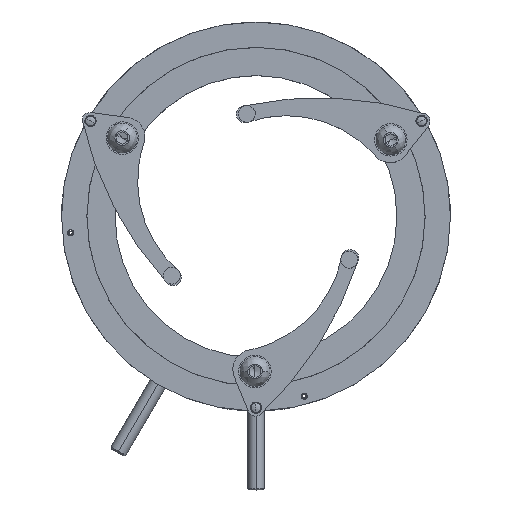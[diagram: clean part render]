
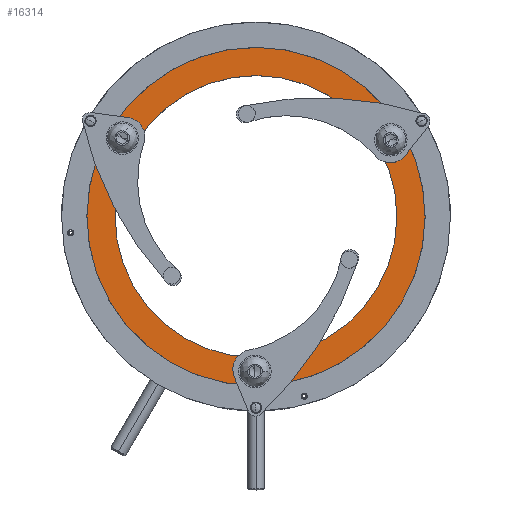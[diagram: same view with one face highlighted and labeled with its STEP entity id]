
A CAD part, top view. The second image highlights one B-rep face of the part: STEP entity #16314.
In plain terms, the highlighted planar face has unit normal (0, 0, 1).
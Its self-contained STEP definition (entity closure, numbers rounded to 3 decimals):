
#79 = ORIENTED_EDGE ( 'NONE', *, *, #18604, .T. ) ;
#92 = EDGE_CURVE ( 'NONE', #16838, #17649, #6678, .T. ) ;
#659 = FACE_BOUND ( 'NONE', #15464, .T. ) ;
#739 = DIRECTION ( 'NONE',  ( -1., 0.007, 0. ) ) ;
#746 = ORIENTED_EDGE ( 'NONE', *, *, #19927, .T. ) ;
#840 = DIRECTION ( 'NONE',  ( -1., 0.007, 0. ) ) ;
#1373 = AXIS2_PLACEMENT_3D ( 'NONE', #15079, #3332, #19708 ) ;
#1999 = DIRECTION ( 'NONE',  ( 0., 0., 1. ) ) ;
#2139 = PLANE ( 'NONE',  #30507 ) ;
#2525 = CARTESIAN_POINT ( 'NONE',  ( 0., 0., 7.5 ) ) ;
#2982 = CARTESIAN_POINT ( 'NONE',  ( 49.999, -0.342, 7.5 ) ) ;
#3018 = CARTESIAN_POINT ( 'NONE',  ( -0.377, -54.997, 7.5 ) ) ;
#3098 = DIRECTION ( 'NONE',  ( 0., 0., 1. ) ) ;
#3332 = DIRECTION ( 'NONE',  ( 0., 0., 1. ) ) ;
#3712 = ORIENTED_EDGE ( 'NONE', *, *, #19634, .F. ) ;
#3926 = ORIENTED_EDGE ( 'NONE', *, *, #17697, .F. ) ;
#4602 = CIRCLE ( 'NONE', #7925, 60. ) ;
#4700 = FACE_BOUND ( 'NONE', #20499, .T. ) ;
#5314 = CARTESIAN_POINT ( 'NONE',  ( 50.317, 27.155, 7.5 ) ) ;
#5352 = CIRCLE ( 'NONE', #27284, 2.5 ) ;
#6577 = VERTEX_POINT ( 'NONE', #15609 ) ;
#6678 = CIRCLE ( 'NONE', #11542, 2.5 ) ;
#6842 = DIRECTION ( 'NONE',  ( -1., 0.007, 0. ) ) ;
#7368 = EDGE_LOOP ( 'NONE', ( #24370, #10347 ) ) ;
#7400 = CARTESIAN_POINT ( 'NONE',  ( -59.999, 0.411, 7.5 ) ) ;
#7925 = AXIS2_PLACEMENT_3D ( 'NONE', #13948, #11589, #9119 ) ;
#8011 = FACE_BOUND ( 'NONE', #7368, .T. ) ;
#8022 = AXIS2_PLACEMENT_3D ( 'NONE', #10110, #3098, #739 ) ;
#8242 = EDGE_CURVE ( 'NONE', #17649, #16838, #15707, .T. ) ;
#8310 = CARTESIAN_POINT ( 'NONE',  ( -47.441, 27.825, 7.5 ) ) ;
#8670 = VERTEX_POINT ( 'NONE', #5314 ) ;
#9119 = DIRECTION ( 'NONE',  ( -1., 0.007, 0. ) ) ;
#10015 = DIRECTION ( 'NONE',  ( 0., 0., 1. ) ) ;
#10110 = CARTESIAN_POINT ( 'NONE',  ( -0.377, -54.997, 7.5 ) ) ;
#10309 = ORIENTED_EDGE ( 'NONE', *, *, #16769, .F. ) ;
#10347 = ORIENTED_EDGE ( 'NONE', *, *, #28824, .F. ) ;
#10507 = CIRCLE ( 'NONE', #1373, 60. ) ;
#10669 = DIRECTION ( 'NONE',  ( 0., 0., 1. ) ) ;
#11156 = CARTESIAN_POINT ( 'NONE',  ( -49.999, 0.342, 7.5 ) ) ;
#11542 = AXIS2_PLACEMENT_3D ( 'NONE', #27070, #12948, #26769 ) ;
#11589 = DIRECTION ( 'NONE',  ( 0., 0., 1. ) ) ;
#11622 = DIRECTION ( 'NONE',  ( -1., 0.007, 0. ) ) ;
#11660 = CIRCLE ( 'NONE', #28366, 2.5 ) ;
#11821 = ORIENTED_EDGE ( 'NONE', *, *, #92, .F. ) ;
#11835 = CARTESIAN_POINT ( 'NONE',  ( -44.941, 27.808, 7.5 ) ) ;
#12060 = VERTEX_POINT ( 'NONE', #11156 ) ;
#12433 = FACE_BOUND ( 'NONE', #24616, .T. ) ;
#12825 = AXIS2_PLACEMENT_3D ( 'NONE', #14196, #13881, #13778 ) ;
#12948 = DIRECTION ( 'NONE',  ( 0., 0., 1. ) ) ;
#13778 = DIRECTION ( 'NONE',  ( -1., 0.007, 0. ) ) ;
#13881 = DIRECTION ( 'NONE',  ( 0., 0., 1. ) ) ;
#13929 = VERTEX_POINT ( 'NONE', #14714 ) ;
#13948 = CARTESIAN_POINT ( 'NONE',  ( 0., 0., 7.5 ) ) ;
#14092 = CARTESIAN_POINT ( 'NONE',  ( -49.999, 0.342, 7.5 ) ) ;
#14183 = AXIS2_PLACEMENT_3D ( 'NONE', #27837, #1999, #18477 ) ;
#14189 = CARTESIAN_POINT ( 'NONE',  ( 2.123, -55.014, 7.5 ) ) ;
#14196 = CARTESIAN_POINT ( 'NONE',  ( 47.817, 27.172, 7.5 ) ) ;
#14650 = CARTESIAN_POINT ( 'NONE',  ( -49.941, 27.842, 7.5 ) ) ;
#14714 = CARTESIAN_POINT ( 'NONE',  ( -2.877, -54.98, 7.5 ) ) ;
#15079 = CARTESIAN_POINT ( 'NONE',  ( 0., 0., 7.5 ) ) ;
#15360 = EDGE_CURVE ( 'NONE', #13929, #16125, #23105, .T. ) ;
#15464 = EDGE_LOOP ( 'NONE', ( #19144, #10309 ) ) ;
#15467 = CIRCLE ( 'NONE', #29551, 50. ) ;
#15609 = CARTESIAN_POINT ( 'NONE',  ( 59.999, -0.411, 7.5 ) ) ;
#15707 = CIRCLE ( 'NONE', #28097, 2.5 ) ;
#16125 = VERTEX_POINT ( 'NONE', #14189 ) ;
#16314 = ADVANCED_FACE ( 'NONE', ( #4700, #12433, #659, #27525, #8011 ), #2139, .T. ) ;
#16416 = DIRECTION ( 'NONE',  ( 0., 0., 1. ) ) ;
#16769 = EDGE_CURVE ( 'NONE', #16125, #13929, #11660, .T. ) ;
#16838 = VERTEX_POINT ( 'NONE', #14650 ) ;
#17649 = VERTEX_POINT ( 'NONE', #11835 ) ;
#17697 = EDGE_CURVE ( 'NONE', #8670, #22523, #21592, .T. ) ;
#18477 = DIRECTION ( 'NONE',  ( -1., 0.007, 0. ) ) ;
#18604 = EDGE_CURVE ( 'NONE', #6577, #20226, #10507, .T. ) ;
#18607 = DIRECTION ( 'NONE',  ( 0., 0., 1. ) ) ;
#19144 = ORIENTED_EDGE ( 'NONE', *, *, #15360, .F. ) ;
#19634 = EDGE_CURVE ( 'NONE', #22523, #8670, #5352, .T. ) ;
#19708 = DIRECTION ( 'NONE',  ( -1., 0.007, 0. ) ) ;
#19927 = EDGE_CURVE ( 'NONE', #20226, #6577, #4602, .T. ) ;
#20226 = VERTEX_POINT ( 'NONE', #7400 ) ;
#20499 = EDGE_LOOP ( 'NONE', ( #11821, #23272 ) ) ;
#21377 = VERTEX_POINT ( 'NONE', #2982 ) ;
#21455 = DIRECTION ( 'NONE',  ( 0., 0., 1. ) ) ;
#21592 = CIRCLE ( 'NONE', #12825, 2.5 ) ;
#21676 = CARTESIAN_POINT ( 'NONE',  ( 45.317, 27.189, 7.5 ) ) ;
#22523 = VERTEX_POINT ( 'NONE', #21676 ) ;
#23105 = CIRCLE ( 'NONE', #8022, 2.5 ) ;
#23272 = ORIENTED_EDGE ( 'NONE', *, *, #8242, .F. ) ;
#24370 = ORIENTED_EDGE ( 'NONE', *, *, #29062, .F. ) ;
#24616 = EDGE_LOOP ( 'NONE', ( #3712, #3926 ) ) ;
#25019 = CIRCLE ( 'NONE', #14183, 50. ) ;
#25658 = EDGE_LOOP ( 'NONE', ( #746, #79 ) ) ;
#26393 = DIRECTION ( 'NONE',  ( -1., 0.007, 0. ) ) ;
#26769 = DIRECTION ( 'NONE',  ( -1., 0.007, 0. ) ) ;
#27070 = CARTESIAN_POINT ( 'NONE',  ( -47.441, 27.825, 7.5 ) ) ;
#27144 = DIRECTION ( 'NONE',  ( -1., 0.007, 0. ) ) ;
#27284 = AXIS2_PLACEMENT_3D ( 'NONE', #28651, #10015, #840 ) ;
#27525 = FACE_OUTER_BOUND ( 'NONE', #25658, .T. ) ;
#27837 = CARTESIAN_POINT ( 'NONE',  ( 0., 0., 7.5 ) ) ;
#28097 = AXIS2_PLACEMENT_3D ( 'NONE', #8310, #10669, #27144 ) ;
#28366 = AXIS2_PLACEMENT_3D ( 'NONE', #3018, #21455, #26393 ) ;
#28651 = CARTESIAN_POINT ( 'NONE',  ( 47.817, 27.172, 7.5 ) ) ;
#28824 = EDGE_CURVE ( 'NONE', #21377, #12060, #25019, .T. ) ;
#29062 = EDGE_CURVE ( 'NONE', #12060, #21377, #15467, .T. ) ;
#29551 = AXIS2_PLACEMENT_3D ( 'NONE', #2525, #16416, #6842 ) ;
#30507 = AXIS2_PLACEMENT_3D ( 'NONE', #14092, #18607, #11622 ) ;
